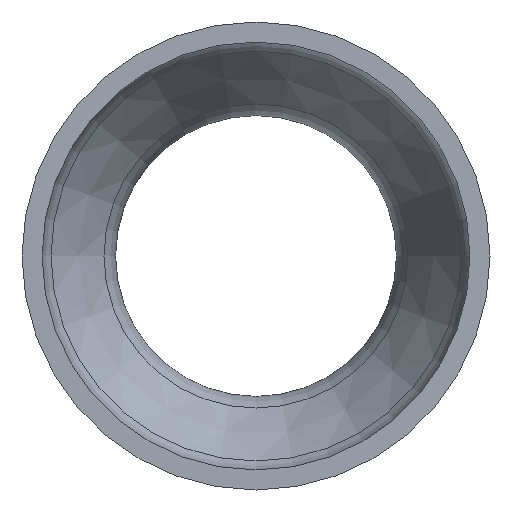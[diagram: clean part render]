
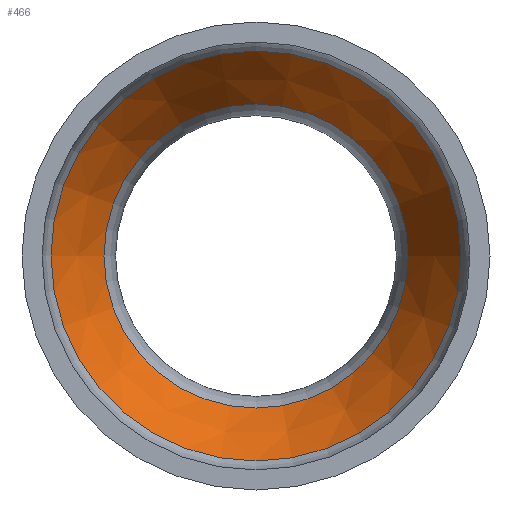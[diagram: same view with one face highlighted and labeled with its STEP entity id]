
A CAD part, left-side view. The second image highlights one B-rep face of the part: STEP entity #466.
In plain terms, the highlighted conical face has half-angle 30 degrees and reference radius 13.351 mm.
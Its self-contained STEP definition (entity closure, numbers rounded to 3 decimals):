
#17=CONICAL_SURFACE('',#531,13.35,0.524);
#22=LINE('',#834,#33);
#33=VECTOR('',#654,13.35);
#55=FACE_OUTER_BOUND('',#76,.T.);
#76=EDGE_LOOP('',(#331,#332,#333,#334,#335,#336,#337,#338));
#110=CIRCLE('',#524,11.371);
#111=CIRCLE('',#525,11.371);
#112=CIRCLE('',#526,11.371);
#117=CIRCLE('',#532,15.33);
#118=CIRCLE('',#533,15.33);
#119=CIRCLE('',#534,15.33);
#175=VERTEX_POINT('',#819);
#176=VERTEX_POINT('',#820);
#177=VERTEX_POINT('',#822);
#181=VERTEX_POINT('',#833);
#182=VERTEX_POINT('',#835);
#183=VERTEX_POINT('',#837);
#237=EDGE_CURVE('',#175,#176,#110,.T.);
#238=EDGE_CURVE('',#177,#175,#111,.T.);
#239=EDGE_CURVE('',#176,#177,#112,.T.);
#244=EDGE_CURVE('',#177,#181,#22,.T.);
#245=EDGE_CURVE('',#182,#181,#117,.T.);
#246=EDGE_CURVE('',#183,#182,#118,.T.);
#247=EDGE_CURVE('',#181,#183,#119,.T.);
#331=ORIENTED_EDGE('',*,*,#237,.T.);
#332=ORIENTED_EDGE('',*,*,#239,.T.);
#333=ORIENTED_EDGE('',*,*,#244,.T.);
#334=ORIENTED_EDGE('',*,*,#245,.F.);
#335=ORIENTED_EDGE('',*,*,#246,.F.);
#336=ORIENTED_EDGE('',*,*,#247,.F.);
#337=ORIENTED_EDGE('',*,*,#244,.F.);
#338=ORIENTED_EDGE('',*,*,#238,.T.);
#466=ADVANCED_FACE('',(#55),#17,.F.);
#524=AXIS2_PLACEMENT_3D('',#821,#638,#639);
#525=AXIS2_PLACEMENT_3D('',#823,#640,#641);
#526=AXIS2_PLACEMENT_3D('',#824,#642,#643);
#531=AXIS2_PLACEMENT_3D('',#832,#652,#653);
#532=AXIS2_PLACEMENT_3D('',#836,#655,#656);
#533=AXIS2_PLACEMENT_3D('',#838,#657,#658);
#534=AXIS2_PLACEMENT_3D('',#839,#659,#660);
#638=DIRECTION('center_axis',(1.,0.,0.));
#639=DIRECTION('ref_axis',(0.,1.,0.));
#640=DIRECTION('center_axis',(1.,0.,0.));
#641=DIRECTION('ref_axis',(0.,1.,0.));
#642=DIRECTION('center_axis',(1.,0.,0.));
#643=DIRECTION('ref_axis',(0.,1.,0.));
#652=DIRECTION('center_axis',(-1.,0.,0.));
#653=DIRECTION('ref_axis',(0.,1.,0.));
#654=DIRECTION('',(-0.866,-0.5,0.));
#655=DIRECTION('center_axis',(1.,0.,0.));
#656=DIRECTION('ref_axis',(0.,1.,0.));
#657=DIRECTION('center_axis',(1.,0.,0.));
#658=DIRECTION('ref_axis',(0.,1.,0.));
#659=DIRECTION('center_axis',(1.,0.,0.));
#660=DIRECTION('ref_axis',(0.,1.,0.));
#819=CARTESIAN_POINT('',(-30.642,11.371,0.));
#820=CARTESIAN_POINT('',(-30.642,0.,11.371));
#821=CARTESIAN_POINT('Origin',(-30.642,0.,0.));
#822=CARTESIAN_POINT('',(-30.642,-11.371,0.));
#823=CARTESIAN_POINT('Origin',(-30.642,0.,0.));
#824=CARTESIAN_POINT('Origin',(-30.642,0.,0.));
#832=CARTESIAN_POINT('Origin',(-34.071,0.,0.));
#833=CARTESIAN_POINT('',(-37.5,-15.33,0.));
#834=CARTESIAN_POINT('',(-34.071,-13.35,0.));
#835=CARTESIAN_POINT('',(-37.5,0.,15.33));
#836=CARTESIAN_POINT('Origin',(-37.5,0.,0.));
#837=CARTESIAN_POINT('',(-37.5,15.33,0.));
#838=CARTESIAN_POINT('Origin',(-37.5,0.,0.));
#839=CARTESIAN_POINT('Origin',(-37.5,0.,0.));
